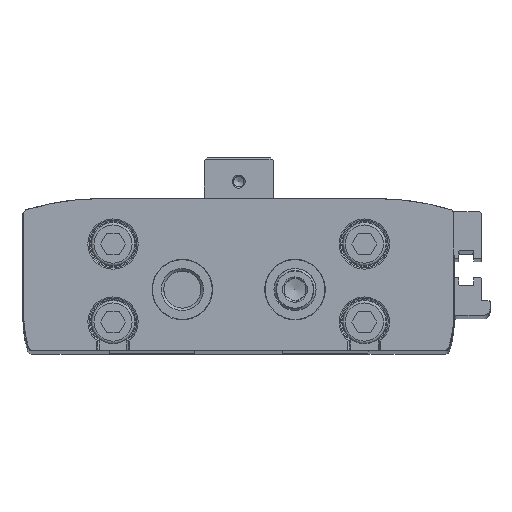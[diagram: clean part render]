
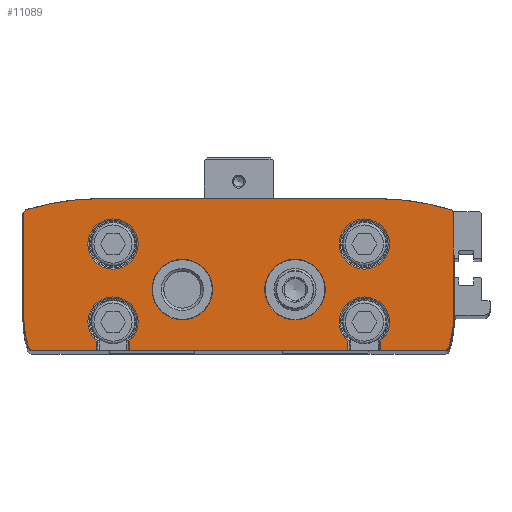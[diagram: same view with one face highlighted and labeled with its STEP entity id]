
A CAD part, top view. The second image highlights one B-rep face of the part: STEP entity #11089.
In plain terms, the highlighted planar face has unit normal (0, 0, 1).
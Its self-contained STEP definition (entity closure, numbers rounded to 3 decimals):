
#546=CIRCLE('',#12079,5.8);
#547=CIRCLE('',#12080,5.8);
#548=CIRCLE('',#12081,1.);
#549=CIRCLE('',#12082,25.);
#550=CIRCLE('',#12083,1.);
#551=CIRCLE('',#12084,60.);
#552=CIRCLE('',#12085,60.);
#553=CIRCLE('',#12086,1.);
#554=CIRCLE('',#12087,25.);
#555=CIRCLE('',#12088,1.);
#556=CIRCLE('',#12089,5.8);
#557=CIRCLE('',#12090,5.8);
#558=CIRCLE('',#12091,7.);
#559=CIRCLE('',#12092,7.);
#1272=ORIENTED_EDGE('',*,*,#4361,.F.);
#1273=ORIENTED_EDGE('',*,*,#4350,.T.);
#1274=ORIENTED_EDGE('',*,*,#4218,.T.);
#1275=ORIENTED_EDGE('',*,*,#4352,.F.);
#1276=ORIENTED_EDGE('',*,*,#4362,.F.);
#1277=ORIENTED_EDGE('',*,*,#4360,.T.);
#1278=ORIENTED_EDGE('',*,*,#4210,.T.);
#1279=ORIENTED_EDGE('',*,*,#4363,.T.);
#1280=ORIENTED_EDGE('',*,*,#4364,.T.);
#1281=ORIENTED_EDGE('',*,*,#4365,.T.);
#1282=ORIENTED_EDGE('',*,*,#4366,.T.);
#1283=ORIENTED_EDGE('',*,*,#4367,.T.);
#1284=ORIENTED_EDGE('',*,*,#4368,.T.);
#1285=ORIENTED_EDGE('',*,*,#4369,.T.);
#1286=ORIENTED_EDGE('',*,*,#4370,.T.);
#1287=ORIENTED_EDGE('',*,*,#4371,.T.);
#1288=ORIENTED_EDGE('',*,*,#4372,.T.);
#1289=ORIENTED_EDGE('',*,*,#4373,.T.);
#1290=ORIENTED_EDGE('',*,*,#4206,.T.);
#1291=ORIENTED_EDGE('',*,*,#4342,.F.);
#1292=ORIENTED_EDGE('',*,*,#4374,.F.);
#1293=ORIENTED_EDGE('',*,*,#4375,.F.);
#1294=ORIENTED_EDGE('',*,*,#4376,.F.);
#1295=ORIENTED_EDGE('',*,*,#4377,.F.);
#4206=EDGE_CURVE('',#5767,#5766,#6871,.T.);
#4210=EDGE_CURVE('',#5771,#5770,#6875,.T.);
#4218=EDGE_CURVE('',#5779,#5778,#6879,.T.);
#4342=EDGE_CURVE('',#5890,#5766,#6949,.T.);
#4350=EDGE_CURVE('',#5895,#5779,#6956,.T.);
#4352=EDGE_CURVE('',#5896,#5778,#6957,.T.);
#4360=EDGE_CURVE('',#5901,#5771,#6964,.T.);
#4361=EDGE_CURVE('',#5895,#5890,#546,.T.);
#4362=EDGE_CURVE('',#5901,#5896,#547,.T.);
#4363=EDGE_CURVE('',#5770,#5902,#548,.T.);
#4364=EDGE_CURVE('',#5902,#5903,#549,.T.);
#4365=EDGE_CURVE('',#5903,#5904,#6965,.T.);
#4366=EDGE_CURVE('',#5904,#5905,#550,.T.);
#4367=EDGE_CURVE('',#5905,#5906,#551,.T.);
#4368=EDGE_CURVE('',#5906,#5907,#6966,.T.);
#4369=EDGE_CURVE('',#5907,#5908,#552,.T.);
#4370=EDGE_CURVE('',#5908,#5909,#553,.T.);
#4371=EDGE_CURVE('',#5909,#5910,#6967,.T.);
#4372=EDGE_CURVE('',#5910,#5911,#554,.T.);
#4373=EDGE_CURVE('',#5911,#5767,#555,.T.);
#4374=EDGE_CURVE('',#5912,#5912,#556,.T.);
#4375=EDGE_CURVE('',#5913,#5913,#557,.T.);
#4376=EDGE_CURVE('',#5914,#5914,#558,.T.);
#4377=EDGE_CURVE('',#5915,#5915,#559,.T.);
#5766=VERTEX_POINT('',#16927);
#5767=VERTEX_POINT('',#16929);
#5770=VERTEX_POINT('',#16935);
#5771=VERTEX_POINT('',#16937);
#5778=VERTEX_POINT('',#16951);
#5779=VERTEX_POINT('',#16953);
#5890=VERTEX_POINT('',#17217);
#5895=VERTEX_POINT('',#17236);
#5896=VERTEX_POINT('',#17243);
#5901=VERTEX_POINT('',#17262);
#5902=VERTEX_POINT('',#17268);
#5903=VERTEX_POINT('',#17270);
#5904=VERTEX_POINT('',#17272);
#5905=VERTEX_POINT('',#17274);
#5906=VERTEX_POINT('',#17276);
#5907=VERTEX_POINT('',#17278);
#5908=VERTEX_POINT('',#17280);
#5909=VERTEX_POINT('',#17282);
#5910=VERTEX_POINT('',#17284);
#5911=VERTEX_POINT('',#17286);
#5912=VERTEX_POINT('',#17289);
#5913=VERTEX_POINT('',#17291);
#5914=VERTEX_POINT('',#17293);
#5915=VERTEX_POINT('',#17295);
#6871=LINE('',#16928,#7793);
#6875=LINE('',#16936,#7797);
#6879=LINE('',#16952,#7801);
#6949=LINE('',#17219,#7871);
#6956=LINE('',#17237,#7878);
#6957=LINE('',#17245,#7879);
#6964=LINE('',#17263,#7886);
#6965=LINE('',#17271,#7887);
#6966=LINE('',#17277,#7888);
#6967=LINE('',#17283,#7889);
#7793=VECTOR('',#13344,1000.);
#7797=VECTOR('',#13348,1000.);
#7801=VECTOR('',#13360,1000.);
#7871=VECTOR('',#13558,1000.);
#7878=VECTOR('',#13571,1000.);
#7879=VECTOR('',#13574,1000.);
#7886=VECTOR('',#13587,1000.);
#7887=VECTOR('',#13598,1000.);
#7888=VECTOR('',#13603,1000.);
#7889=VECTOR('',#13608,1000.);
#8753=EDGE_LOOP('',(#1272,#1273,#1274,#1275,#1276,#1277,#1278,#1279,#1280,
#1281,#1282,#1283,#1284,#1285,#1286,#1287,#1288,#1289,#1290,#1291));
#8754=EDGE_LOOP('',(#1292));
#8755=EDGE_LOOP('',(#1293));
#8756=EDGE_LOOP('',(#1294));
#8757=EDGE_LOOP('',(#1295));
#9755=FACE_BOUND('',#8753,.T.);
#9756=FACE_BOUND('',#8754,.T.);
#9757=FACE_BOUND('',#8755,.T.);
#9758=FACE_BOUND('',#8756,.T.);
#9759=FACE_BOUND('',#8757,.T.);
#10731=PLANE('',#12078);
#11089=ADVANCED_FACE('',(#9755,#9756,#9757,#9758,#9759),#10731,.T.);
#12078=AXIS2_PLACEMENT_3D('',#17264,#13588,#13589);
#12079=AXIS2_PLACEMENT_3D('',#17265,#13590,#13591);
#12080=AXIS2_PLACEMENT_3D('',#17266,#13592,#13593);
#12081=AXIS2_PLACEMENT_3D('',#17267,#13594,#13595);
#12082=AXIS2_PLACEMENT_3D('',#17269,#13596,#13597);
#12083=AXIS2_PLACEMENT_3D('',#17273,#13599,#13600);
#12084=AXIS2_PLACEMENT_3D('',#17275,#13601,#13602);
#12085=AXIS2_PLACEMENT_3D('',#17279,#13604,#13605);
#12086=AXIS2_PLACEMENT_3D('',#17281,#13606,#13607);
#12087=AXIS2_PLACEMENT_3D('',#17285,#13609,#13610);
#12088=AXIS2_PLACEMENT_3D('',#17287,#13611,#13612);
#12089=AXIS2_PLACEMENT_3D('',#17288,#13613,#13614);
#12090=AXIS2_PLACEMENT_3D('',#17290,#13615,#13616);
#12091=AXIS2_PLACEMENT_3D('',#17292,#13617,#13618);
#12092=AXIS2_PLACEMENT_3D('',#17294,#13619,#13620);
#13344=DIRECTION('',(1.,0.,0.));
#13348=DIRECTION('',(1.,0.,0.));
#13360=DIRECTION('',(1.,0.,0.));
#13558=DIRECTION('',(0.,-1.,0.));
#13571=DIRECTION('',(0.,-1.,0.));
#13574=DIRECTION('',(0.,-1.,0.));
#13587=DIRECTION('',(0.,-1.,0.));
#13588=DIRECTION('',(0.,0.,1.));
#13589=DIRECTION('',(1.,0.,0.));
#13590=DIRECTION('',(0.,0.,1.));
#13591=DIRECTION('',(1.,0.,0.));
#13592=DIRECTION('',(0.,0.,1.));
#13593=DIRECTION('',(1.,0.,0.));
#13594=DIRECTION('',(0.,0.,1.));
#13595=DIRECTION('',(1.,0.,0.));
#13596=DIRECTION('',(0.,0.,1.));
#13597=DIRECTION('',(1.,0.,0.));
#13598=DIRECTION('',(0.,1.,0.));
#13599=DIRECTION('',(0.,0.,1.));
#13600=DIRECTION('',(1.,0.,0.));
#13601=DIRECTION('',(0.,0.,1.));
#13602=DIRECTION('',(1.,0.,0.));
#13603=DIRECTION('',(-1.,0.,0.));
#13604=DIRECTION('',(0.,0.,1.));
#13605=DIRECTION('',(1.,0.,0.));
#13606=DIRECTION('',(0.,0.,1.));
#13607=DIRECTION('',(1.,0.,0.));
#13608=DIRECTION('',(0.,-1.,0.));
#13609=DIRECTION('',(0.,0.,1.));
#13610=DIRECTION('',(1.,0.,0.));
#13611=DIRECTION('',(0.,0.,1.));
#13612=DIRECTION('',(1.,0.,0.));
#13613=DIRECTION('',(0.,0.,1.));
#13614=DIRECTION('',(1.,0.,0.));
#13615=DIRECTION('',(0.,0.,1.));
#13616=DIRECTION('',(1.,0.,0.));
#13617=DIRECTION('',(0.,0.,1.));
#13618=DIRECTION('',(1.,0.,0.));
#13619=DIRECTION('',(0.,0.,1.));
#13620=DIRECTION('',(1.,0.,0.));
#16927=CARTESIAN_POINT('',(-32.8,0.,265.));
#16928=CARTESIAN_POINT('',(-47.556,0.,265.));
#16929=CARTESIAN_POINT('',(-47.556,0.,265.));
#16935=CARTESIAN_POINT('',(47.556,0.,265.));
#16936=CARTESIAN_POINT('',(-47.556,0.,265.));
#16937=CARTESIAN_POINT('',(32.8,0.,265.));
#16951=CARTESIAN_POINT('',(25.2,0.,265.));
#16952=CARTESIAN_POINT('',(-47.556,0.,265.));
#16953=CARTESIAN_POINT('',(-25.2,0.,265.));
#17217=CARTESIAN_POINT('',(-32.8,2.118,265.));
#17219=CARTESIAN_POINT('',(-32.8,6.5,265.));
#17236=CARTESIAN_POINT('',(-25.2,2.118,265.));
#17237=CARTESIAN_POINT('',(-25.2,6.5,265.));
#17243=CARTESIAN_POINT('',(25.2,2.118,265.));
#17245=CARTESIAN_POINT('',(25.2,6.5,265.));
#17262=CARTESIAN_POINT('',(32.8,2.118,265.));
#17263=CARTESIAN_POINT('',(32.8,6.5,265.));
#17264=CARTESIAN_POINT('',(-24.6,8.,265.));
#17265=CARTESIAN_POINT('',(-29.,6.5,265.));
#17266=CARTESIAN_POINT('',(29.,6.5,265.));
#17267=CARTESIAN_POINT('',(47.556,1.,265.));
#17268=CARTESIAN_POINT('',(48.513,0.708,265.));
#17269=CARTESIAN_POINT('',(24.6,8.,265.));
#17270=CARTESIAN_POINT('',(49.6,8.,265.));
#17271=CARTESIAN_POINT('',(49.6,8.,265.));
#17272=CARTESIAN_POINT('',(49.6,31.498,265.));
#17273=CARTESIAN_POINT('',(48.6,31.498,265.));
#17274=CARTESIAN_POINT('',(48.888,32.455,265.));
#17275=CARTESIAN_POINT('',(31.6,-25.,265.));
#17276=CARTESIAN_POINT('',(31.6,35.,265.));
#17277=CARTESIAN_POINT('',(31.6,35.,265.));
#17278=CARTESIAN_POINT('',(-31.6,35.,265.));
#17279=CARTESIAN_POINT('',(-31.6,-25.,265.));
#17280=CARTESIAN_POINT('',(-48.888,32.455,265.));
#17281=CARTESIAN_POINT('',(-48.6,31.498,265.));
#17282=CARTESIAN_POINT('',(-49.6,31.498,265.));
#17283=CARTESIAN_POINT('',(-49.6,31.498,265.));
#17284=CARTESIAN_POINT('',(-49.6,8.,265.));
#17285=CARTESIAN_POINT('',(-24.6,8.,265.));
#17286=CARTESIAN_POINT('',(-48.513,0.708,265.));
#17287=CARTESIAN_POINT('',(-47.556,1.,265.));
#17288=CARTESIAN_POINT('',(-29.,24.5,265.));
#17289=CARTESIAN_POINT('',(-23.2,24.5,265.));
#17290=CARTESIAN_POINT('',(29.,24.5,265.));
#17291=CARTESIAN_POINT('',(34.8,24.5,265.));
#17292=CARTESIAN_POINT('',(-13.,14.,265.));
#17293=CARTESIAN_POINT('',(-6.,14.,265.));
#17294=CARTESIAN_POINT('',(13.,14.,265.));
#17295=CARTESIAN_POINT('',(20.,14.,265.));
